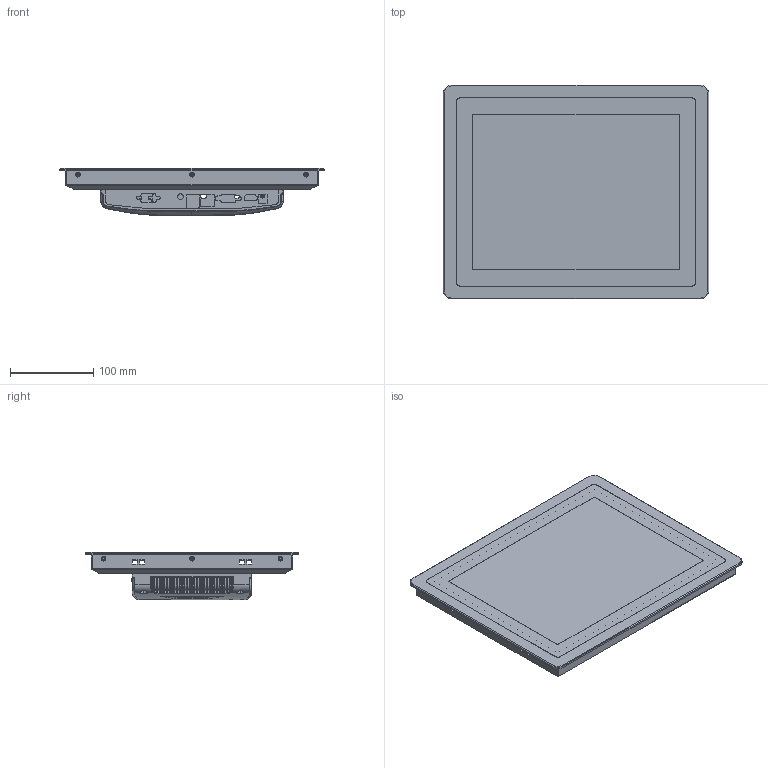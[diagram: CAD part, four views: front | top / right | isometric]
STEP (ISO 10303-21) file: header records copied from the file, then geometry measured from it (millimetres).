
FILE_DESCRIPTION (( 'STEP AP214' ), '1' );
FILE_NAME ('IFC-M212R.STEP', '2024-11-01T01:32:02', ( 'daohangxitong.com' ), ( 'daohangxitong.com' ), 'SwSTEP 2.0', 'SolidWorks 2018', '' );
FILE_SCHEMA (( 'AUTOMOTIVE_DESIGN' ));
Length unit declared in the file: millimetre
Products named in the file (1): IFC-M212R
Bounding box: 319 x 257 x 56.5 mm (x, y, z)
Surface area: 467023.5 mm2 (no closed solid volume)
Topology: 0 solids, 15 shells, 1858 faces, 4951 edges, 3171 vertices
Faces by surface type: plane 663, cylinder 623, bspline 492, cone 80
Entity records: 130959 total; most frequent: CARTESIAN_POINT 70356, ORIENTED_EDGE 9864, DIRECTION 5816, EDGE_CURVE 4940, VERTEX_POINT 3171, B_SPLINE_CURVE_WITH_KNOTS 2445, EDGE_LOOP 2077, AXIS2_PLACEMENT_3D 2062
